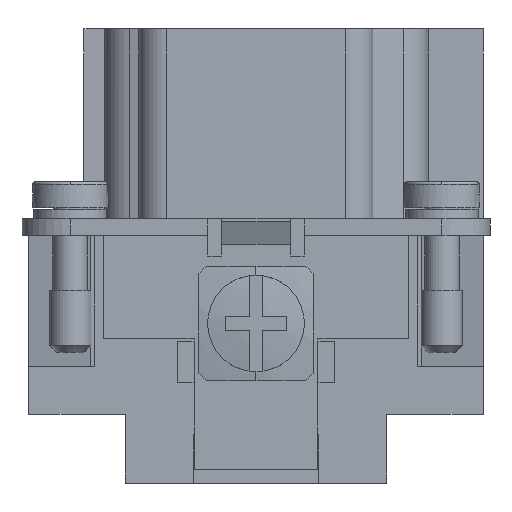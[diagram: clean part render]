
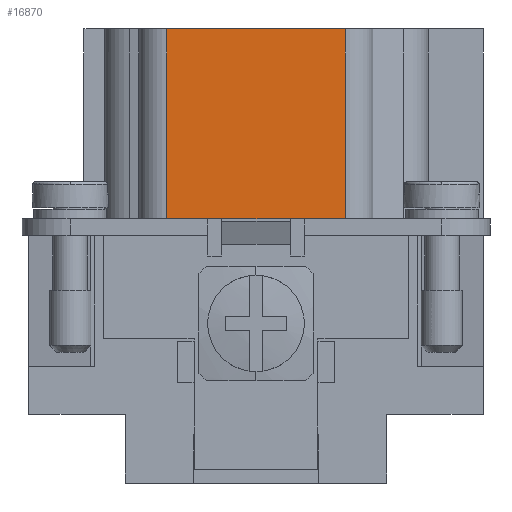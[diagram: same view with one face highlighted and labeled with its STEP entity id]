
A CAD part, left-side view. The second image highlights one B-rep face of the part: STEP entity #16870.
In plain terms, the highlighted planar face has unit normal (-1, 0, 0).
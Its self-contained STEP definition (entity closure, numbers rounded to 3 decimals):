
#12899=CARTESIAN_POINT('',(-24.5,6.5,33.));
#12900=VERTEX_POINT('',#12899);
#12908=CARTESIAN_POINT('',(-24.5,-6.5,33.));
#12909=VERTEX_POINT('',#12908);
#12910=CARTESIAN_POINT('',(-24.5,-6.5,33.));
#12911=DIRECTION('',(0.0,1.0,0.0));
#12912=VECTOR('',#12911,13.);
#12913=LINE('',#12910,#12912);
#12914=EDGE_CURVE('',#12909,#12900,#12913,.T.);
#15704=CARTESIAN_POINT('',(-24.5,-3.5,19.2));
#15705=VERTEX_POINT('',#15704);
#15712=CARTESIAN_POINT('',(-24.5,3.5,19.2));
#15713=VERTEX_POINT('',#15712);
#15714=CARTESIAN_POINT('',(-24.5,3.5,19.2));
#15715=DIRECTION('',(0.0,-1.0,0.0));
#15716=VECTOR('',#15715,7.0);
#15717=LINE('',#15714,#15716);
#15718=EDGE_CURVE('',#15713,#15705,#15717,.T.);
#16821=CARTESIAN_POINT('',(-24.5,-6.5,19.2));
#16822=VERTEX_POINT('',#16821);
#16823=CARTESIAN_POINT('',(-24.5,-6.5,19.2));
#16824=DIRECTION('',(0.0,0.0,1.0));
#16825=VECTOR('',#16824,13.8);
#16826=LINE('',#16823,#16825);
#16827=EDGE_CURVE('',#16822,#12909,#16826,.T.);
#16840=CARTESIAN_POINT('',(-24.5,-6.5,19.2));
#16841=DIRECTION('',(-1.0,0.0,0.0));
#16842=DIRECTION('',(0.0,0.0,1.0));
#16843=AXIS2_PLACEMENT_3D('',#16840,#16841,#16842);
#16844=PLANE('',#16843);
#16845=ORIENTED_EDGE('',*,*,#12914,.T.);
#16846=CARTESIAN_POINT('',(-24.5,6.5,19.2));
#16847=VERTEX_POINT('',#16846);
#16848=CARTESIAN_POINT('',(-24.5,6.5,19.2));
#16849=DIRECTION('',(0.0,0.0,1.0));
#16850=VECTOR('',#16849,13.8);
#16851=LINE('',#16848,#16850);
#16852=EDGE_CURVE('',#16847,#12900,#16851,.T.);
#16853=ORIENTED_EDGE('',*,*,#16852,.F.);
#16854=CARTESIAN_POINT('',(-24.5,3.5,19.2));
#16855=DIRECTION('',(0.0,1.0,0.0));
#16856=VECTOR('',#16855,3.);
#16857=LINE('',#16854,#16856);
#16858=EDGE_CURVE('',#15713,#16847,#16857,.T.);
#16859=ORIENTED_EDGE('',*,*,#16858,.F.);
#16860=ORIENTED_EDGE('',*,*,#15718,.T.);
#16861=CARTESIAN_POINT('',(-24.5,-6.5,19.2));
#16862=DIRECTION('',(0.0,1.0,0.0));
#16863=VECTOR('',#16862,3.);
#16864=LINE('',#16861,#16863);
#16865=EDGE_CURVE('',#16822,#15705,#16864,.T.);
#16866=ORIENTED_EDGE('',*,*,#16865,.F.);
#16867=ORIENTED_EDGE('',*,*,#16827,.T.);
#16868=EDGE_LOOP('',(#16845,#16853,#16859,#16860,#16866,#16867));
#16869=FACE_OUTER_BOUND('',#16868,.T.);
#16870=ADVANCED_FACE('',(#16869),#16844,.T.);
